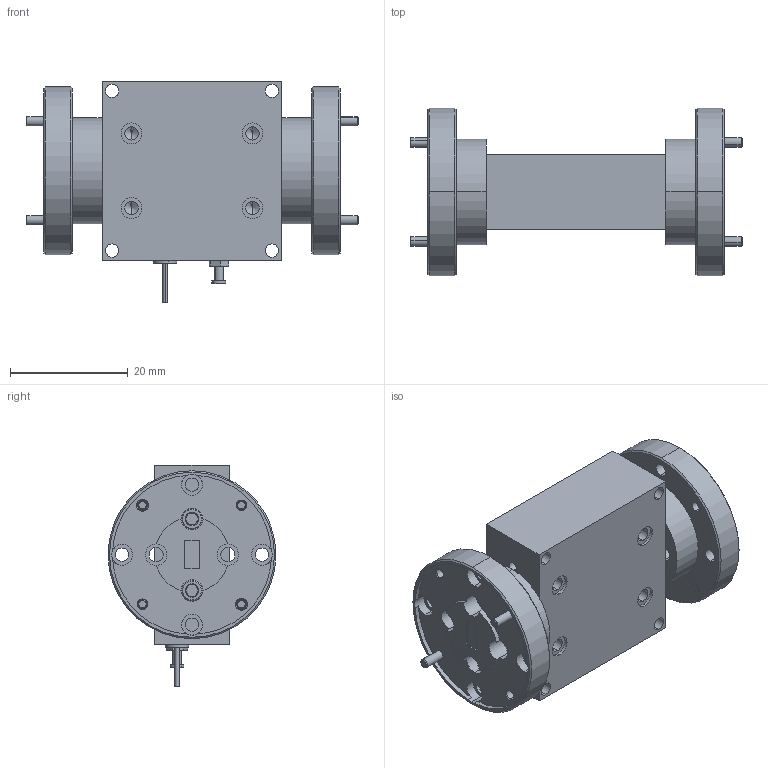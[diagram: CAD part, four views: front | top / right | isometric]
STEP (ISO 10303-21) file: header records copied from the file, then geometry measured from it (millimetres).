
FILE_DESCRIPTION (( 'STEP AP203' ), '1' );
FILE_NAME ('SBP-4735234018-1919-E1.STEP', '2019-07-31T15:14:45', ( '' ), ( '' ), 'SwSTEP 2.0', 'SolidWorks 2016', '' );
FILE_SCHEMA (( 'CONFIG_CONTROL_DESIGN' ));
Length unit declared in the file: inch
Products named in the file (1): SBP-4735234018-1919-E1
Bounding box: 56.49 x 28.57 x 37.72 mm (x, y, z)
Volume: 18736.9 mm3; surface area: 12488.1 mm2
Topology: 18 solids, 18 shells, 1022 faces, 2685 edges, 1696 vertices
Faces by surface type: cylinder 592, cone 214, plane 194, bspline 22
Entity records: 42883 total; most frequent: CARTESIAN_POINT 19841, ORIENTED_EDGE 5250, DIRECTION 4434, EDGE_CURVE 2625, AXIS2_PLACEMENT_3D 1714, VERTEX_POINT 1696, EDGE_LOOP 1145, FACE_OUTER_BOUND 1022
